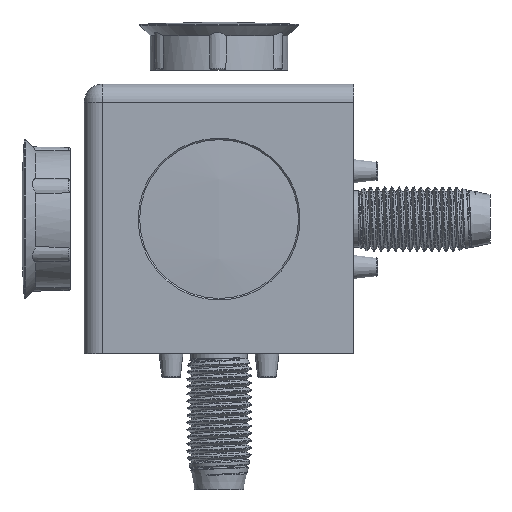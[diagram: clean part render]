
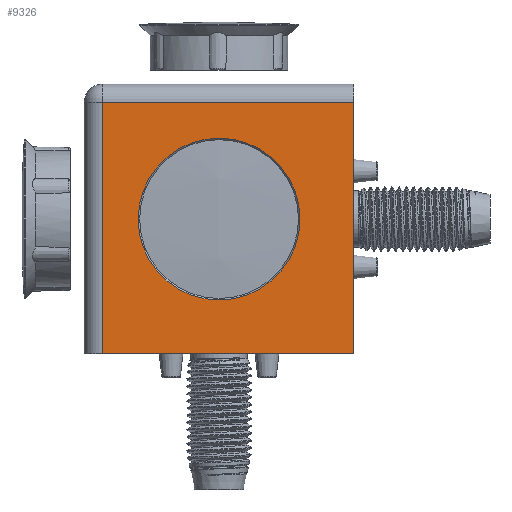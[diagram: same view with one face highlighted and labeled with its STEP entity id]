
A CAD part, front view. The second image highlights one B-rep face of the part: STEP entity #9326.
In plain terms, the highlighted planar face has unit normal (0, -1, 0).
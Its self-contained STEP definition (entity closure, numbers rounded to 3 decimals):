
#65=FACE_BOUND('',#1477,.T.);
#239=PLANE('',#10293);
#982=FACE_OUTER_BOUND('',#1476,.T.);
#1476=EDGE_LOOP('',(#8239,#8240,#8241,#8242));
#1477=EDGE_LOOP('',(#8243,#8244));
#1865=CIRCLE('',#10125,13.5);
#1866=CIRCLE('',#10126,13.5);
#2747=LINE('',#29659,#3263);
#2773=LINE('',#29713,#3289);
#2774=LINE('',#29716,#3290);
#2775=LINE('',#29717,#3291);
#3263=VECTOR('',#12616,42.);
#3289=VECTOR('',#12652,42.);
#3290=VECTOR('',#12655,42.);
#3291=VECTOR('',#12656,42.);
#4092=VERTEX_POINT('',#29355);
#4093=VERTEX_POINT('',#29357);
#4206=VERTEX_POINT('',#29656);
#4207=VERTEX_POINT('',#29658);
#4230=VERTEX_POINT('',#29711);
#4231=VERTEX_POINT('',#29715);
#5405=EDGE_CURVE('',#4093,#4092,#1865,.T.);
#5406=EDGE_CURVE('',#4092,#4093,#1866,.T.);
#5557=EDGE_CURVE('',#4207,#4206,#2747,.T.);
#5586=EDGE_CURVE('',#4230,#4206,#2773,.T.);
#5587=EDGE_CURVE('',#4230,#4231,#2774,.T.);
#5588=EDGE_CURVE('',#4231,#4207,#2775,.T.);
#8239=ORIENTED_EDGE('',*,*,#5586,.F.);
#8240=ORIENTED_EDGE('',*,*,#5587,.T.);
#8241=ORIENTED_EDGE('',*,*,#5588,.T.);
#8242=ORIENTED_EDGE('',*,*,#5557,.T.);
#8243=ORIENTED_EDGE('',*,*,#5405,.T.);
#8244=ORIENTED_EDGE('',*,*,#5406,.T.);
#9326=ADVANCED_FACE('',(#982,#65),#239,.F.);
#10125=AXIS2_PLACEMENT_3D('',#29358,#12266,#12267);
#10126=AXIS2_PLACEMENT_3D('',#29359,#12268,#12269);
#10293=AXIS2_PLACEMENT_3D('',#29714,#12653,#12654);
#12266=DIRECTION('center_axis',(0.,1.,0.));
#12267=DIRECTION('ref_axis',(-1.,0.,0.));
#12268=DIRECTION('center_axis',(0.,1.,0.));
#12269=DIRECTION('ref_axis',(-1.,0.,0.));
#12616=DIRECTION('',(1.,0.,0.));
#12652=DIRECTION('',(0.,0.,-1.));
#12653=DIRECTION('center_axis',(0.,1.,0.));
#12654=DIRECTION('ref_axis',(0.,0.,1.));
#12655=DIRECTION('',(-1.,0.,0.));
#12656=DIRECTION('',(0.,0.,-1.));
#29355=CARTESIAN_POINT('',(-32.88,-82.346,-26.116));
#29357=CARTESIAN_POINT('',(-5.88,-82.346,-26.116));
#29358=CARTESIAN_POINT('Origin',(-19.38,-82.346,-26.116));
#29359=CARTESIAN_POINT('Origin',(-19.38,-82.346,-26.116));
#29656=CARTESIAN_POINT('',(3.12,-82.346,-48.616));
#29658=CARTESIAN_POINT('',(-38.88,-82.346,-48.616));
#29659=CARTESIAN_POINT('',(-38.88,-82.346,-48.616));
#29711=CARTESIAN_POINT('',(3.12,-82.346,-6.616));
#29713=CARTESIAN_POINT('',(3.12,-82.346,-6.616));
#29714=CARTESIAN_POINT('Origin',(-41.88,-82.346,-3.616));
#29715=CARTESIAN_POINT('',(-38.88,-82.346,-6.616));
#29716=CARTESIAN_POINT('',(3.12,-82.346,-6.616));
#29717=CARTESIAN_POINT('',(-38.88,-82.346,-6.616));
